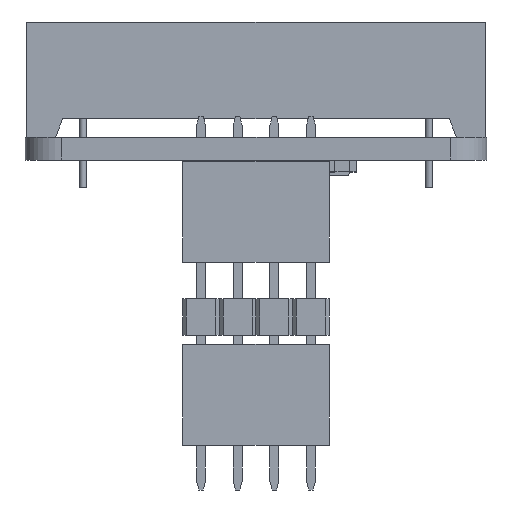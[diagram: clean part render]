
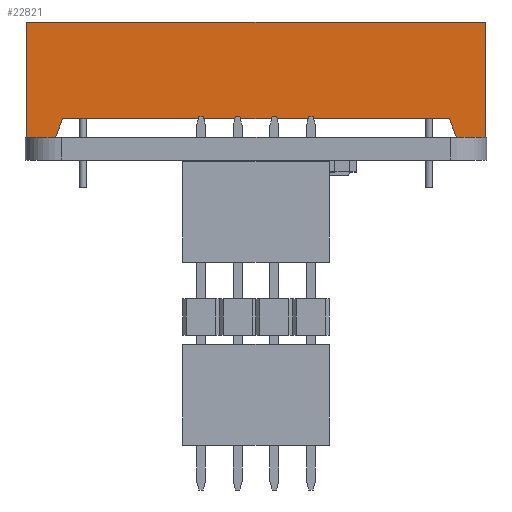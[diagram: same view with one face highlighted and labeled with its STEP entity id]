
A CAD part, left-side view. The second image highlights one B-rep face of the part: STEP entity #22821.
In plain terms, the highlighted planar face has unit normal (-1, 0, 0).
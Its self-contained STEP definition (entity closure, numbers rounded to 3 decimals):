
#12932 = VERTEX_POINT('',#12933);
#12933 = CARTESIAN_POINT('',(2.515,-13.9,21.336));
#12939 = EDGE_CURVE('',#12940,#12932,#12942,.T.);
#12940 = VERTEX_POINT('',#12941);
#12941 = CARTESIAN_POINT('',(2.515,-15.9,21.336));
#12942 = LINE('',#12943,#12944);
#12943 = CARTESIAN_POINT('',(2.515,-15.9,21.336));
#12944 = VECTOR('',#12945,1.);
#12945 = DIRECTION('',(0.,1.,0.));
#13240 = VERTEX_POINT('',#13241);
#13241 = CARTESIAN_POINT('',(2.515,15.9,21.336));
#13249 = EDGE_CURVE('',#13250,#13240,#13252,.T.);
#13250 = VERTEX_POINT('',#13251);
#13251 = CARTESIAN_POINT('',(2.515,13.9,21.336));
#13252 = LINE('',#13253,#13254);
#13253 = CARTESIAN_POINT('',(2.515,13.9,21.336));
#13254 = VECTOR('',#13255,1.);
#13255 = DIRECTION('',(0.,1.,0.));
#22669 = VERTEX_POINT('',#22670);
#22670 = CARTESIAN_POINT('',(2.515,-15.9,29.336));
#22676 = EDGE_CURVE('',#12940,#22669,#22677,.T.);
#22677 = LINE('',#22678,#22679);
#22678 = CARTESIAN_POINT('',(2.515,-15.9,28.236));
#22679 = VECTOR('',#22680,1.);
#22680 = DIRECTION('',(0.,0.,1.));
#22821 = ADVANCED_FACE('',(#22822),#22863,.F.);
#22822 = FACE_BOUND('',#22823,.T.);
#22823 = EDGE_LOOP('',(#22824,#22825,#22833,#22841,#22847,#22848,#22849,
    #22857));
#22824 = ORIENTED_EDGE('',*,*,#13249,.F.);
#22825 = ORIENTED_EDGE('',*,*,#22826,.T.);
#22826 = EDGE_CURVE('',#13250,#22827,#22829,.T.);
#22827 = VERTEX_POINT('',#22828);
#22828 = CARTESIAN_POINT('',(2.515,13.4,22.636));
#22829 = LINE('',#22830,#22831);
#22830 = CARTESIAN_POINT('',(2.515,13.9,21.336));
#22831 = VECTOR('',#22832,1.);
#22832 = DIRECTION('',(0.,-0.359,
    0.933));
#22833 = ORIENTED_EDGE('',*,*,#22834,.F.);
#22834 = EDGE_CURVE('',#22835,#22827,#22837,.T.);
#22835 = VERTEX_POINT('',#22836);
#22836 = CARTESIAN_POINT('',(2.515,-13.4,22.636));
#22837 = LINE('',#22838,#22839);
#22838 = CARTESIAN_POINT('',(2.515,-13.4,22.636));
#22839 = VECTOR('',#22840,1.);
#22840 = DIRECTION('',(0.,1.,0.));
#22841 = ORIENTED_EDGE('',*,*,#22842,.F.);
#22842 = EDGE_CURVE('',#12932,#22835,#22843,.T.);
#22843 = LINE('',#22844,#22845);
#22844 = CARTESIAN_POINT('',(2.515,-13.9,21.336));
#22845 = VECTOR('',#22846,1.);
#22846 = DIRECTION('',(0.,0.359,0.933
    ));
#22847 = ORIENTED_EDGE('',*,*,#12939,.F.);
#22848 = ORIENTED_EDGE('',*,*,#22676,.T.);
#22849 = ORIENTED_EDGE('',*,*,#22850,.F.);
#22850 = EDGE_CURVE('',#22851,#22669,#22853,.T.);
#22851 = VERTEX_POINT('',#22852);
#22852 = CARTESIAN_POINT('',(2.515,15.9,29.336));
#22853 = LINE('',#22854,#22855);
#22854 = CARTESIAN_POINT('',(2.515,15.9,29.336));
#22855 = VECTOR('',#22856,1.);
#22856 = DIRECTION('',(0.,-1.,0.));
#22857 = ORIENTED_EDGE('',*,*,#22858,.F.);
#22858 = EDGE_CURVE('',#13240,#22851,#22859,.T.);
#22859 = LINE('',#22860,#22861);
#22860 = CARTESIAN_POINT('',(2.515,15.9,21.336));
#22861 = VECTOR('',#22862,1.);
#22862 = DIRECTION('',(0.,0.,1.));
#22863 = PLANE('',#22864);
#22864 = AXIS2_PLACEMENT_3D('',#22865,#22866,#22867);
#22865 = CARTESIAN_POINT('',(2.515,15.9,21.336));
#22866 = DIRECTION('',(1.,0.,0.));
#22867 = DIRECTION('',(0.,1.,0.));
